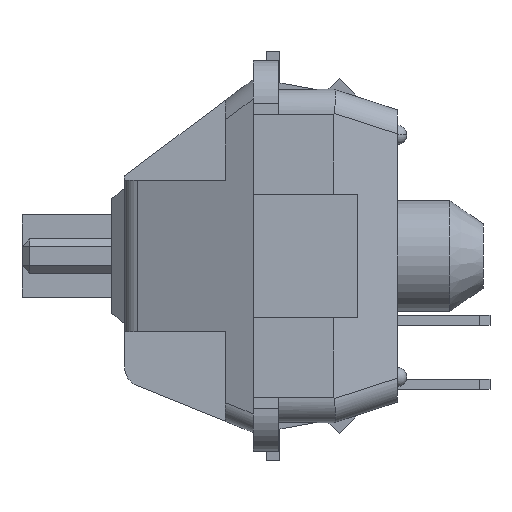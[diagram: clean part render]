
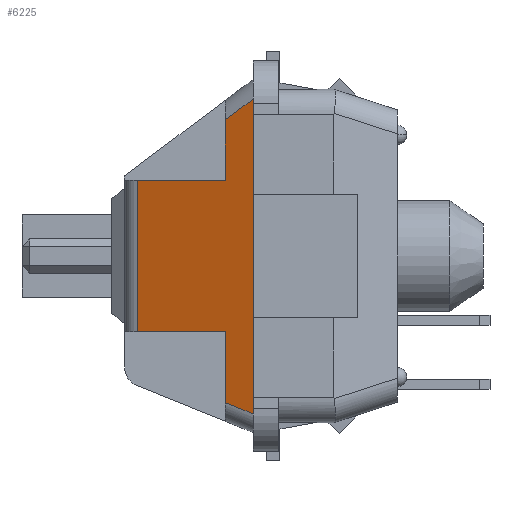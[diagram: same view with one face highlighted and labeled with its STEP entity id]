
A CAD part, left-side view. The second image highlights one B-rep face of the part: STEP entity #6225.
In plain terms, the highlighted planar face has unit normal (-0.927, 0.375, 0).
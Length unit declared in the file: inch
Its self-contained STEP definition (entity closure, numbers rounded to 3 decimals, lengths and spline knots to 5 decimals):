
#8 = VECTOR ( 'NONE', #2775, 39.37008 ) ;
#42 = EDGE_CURVE ( 'NONE', #3912, #3142, #3391, .T. ) ;
#48 = VERTEX_POINT ( 'NONE', #5879 ) ;
#56 = EDGE_CURVE ( 'NONE', #48, #2384, #5368, .T. ) ;
#208 = LINE ( 'NONE', #860, #6716 ) ;
#275 = CARTESIAN_POINT ( 'NONE',  ( -0.27547, 0.23937, 0.27547 ) ) ;
#334 = CARTESIAN_POINT ( 'NONE',  ( -0.20231, 0.42046, -0.11799 ) ) ;
#415 = CARTESIAN_POINT ( 'NONE',  ( -0.20231, 0.42046, -0.11799 ) ) ;
#764 = CARTESIAN_POINT ( 'NONE',  ( -0.25798, 0.28268, 0.27547 ) ) ;
#860 = CARTESIAN_POINT ( 'NONE',  ( -0.21127, 0.39829, -0.18206 ) ) ;
#873 = CARTESIAN_POINT ( 'NONE',  ( -0.27547, 0.23937, -0.11799 ) ) ;
#895 = PLANE ( 'NONE',  #5534 ) ;
#972 = LINE ( 'NONE', #3532, #3460 ) ;
#1039 = DIRECTION ( 'NONE',  ( 0.308, 0.761, -0.571 ) ) ;
#1447 = VECTOR ( 'NONE', #1859, 39.37008 ) ;
#1511 = CARTESIAN_POINT ( 'NONE',  ( -0.27547, 0.23937, 0.27547 ) ) ;
#1704 = VECTOR ( 'NONE', #6525, 39.37008 ) ;
#1859 = DIRECTION ( 'NONE',  ( -0.375, -0.927, 0. ) ) ;
#2110 = VERTEX_POINT ( 'NONE', #334 ) ;
#2181 = ORIENTED_EDGE ( 'NONE', *, *, #5315, .T. ) ;
#2237 = VERTEX_POINT ( 'NONE', #4145 ) ;
#2241 = ORIENTED_EDGE ( 'NONE', *, *, #5204, .T. ) ;
#2247 = CARTESIAN_POINT ( 'NONE',  ( -0.20231, 0.42046, 0.11799 ) ) ;
#2360 = DIRECTION ( 'NONE',  ( 0., 0., 1. ) ) ;
#2384 = VERTEX_POINT ( 'NONE', #2247 ) ;
#2402 = ORIENTED_EDGE ( 'NONE', *, *, #5904, .T. ) ;
#2460 = DIRECTION ( 'NONE',  ( -0.927, 0.375, 0. ) ) ;
#2772 = CARTESIAN_POINT ( 'NONE',  ( -0.25798, 0.28268, 0.27547 ) ) ;
#2775 = DIRECTION ( 'NONE',  ( 0.375, 0.927, 0. ) ) ;
#2957 = EDGE_CURVE ( 'NONE', #3125, #3912, #208, .T. ) ;
#3034 = EDGE_CURVE ( 'NONE', #48, #4010, #4953, .T. ) ;
#3045 = DIRECTION ( 'NONE',  ( 0., 0., -1. ) ) ;
#3125 = VERTEX_POINT ( 'NONE', #3596 ) ;
#3142 = VERTEX_POINT ( 'NONE', #5706 ) ;
#3391 = LINE ( 'NONE', #275, #5247 ) ;
#3460 = VECTOR ( 'NONE', #1039, 39.37008 ) ;
#3465 = LINE ( 'NONE', #873, #1447 ) ;
#3490 = CARTESIAN_POINT ( 'NONE',  ( -0.25798, 0.28268, 0.21251 ) ) ;
#3532 = CARTESIAN_POINT ( 'NONE',  ( -0.28083, 0.22611, 0.25489 ) ) ;
#3596 = CARTESIAN_POINT ( 'NONE',  ( -0.25798, 0.28268, -0.22877 ) ) ;
#3837 = DIRECTION ( 'NONE',  ( -0.351, -0.868, -0.351 ) ) ;
#3912 = VERTEX_POINT ( 'NONE', #4862 ) ;
#4010 = VERTEX_POINT ( 'NONE', #3490 ) ;
#4116 = LINE ( 'NONE', #415, #4724 ) ;
#4145 = CARTESIAN_POINT ( 'NONE',  ( -0.25798, 0.28268, -0.11799 ) ) ;
#4217 = EDGE_CURVE ( 'NONE', #3125, #2237, #6456, .T. ) ;
#4724 = VECTOR ( 'NONE', #3045, 39.37008 ) ;
#4838 = VECTOR ( 'NONE', #5975, 39.37008 ) ;
#4862 = CARTESIAN_POINT ( 'NONE',  ( -0.27547, 0.23937, -0.24627 ) ) ;
#4953 = LINE ( 'NONE', #764, #1704 ) ;
#5073 = ORIENTED_EDGE ( 'NONE', *, *, #4217, .F. ) ;
#5087 = DIRECTION ( 'NONE',  ( -0.375, -0.927, 0. ) ) ;
#5157 = FACE_OUTER_BOUND ( 'NONE', #5221, .T. ) ;
#5204 = EDGE_CURVE ( 'NONE', #2384, #2110, #4116, .T. ) ;
#5221 = EDGE_LOOP ( 'NONE', ( #5073, #6530, #5366, #2402, #5324, #6095, #2241, #2181 ) ) ;
#5247 = VECTOR ( 'NONE', #2360, 39.37008 ) ;
#5315 = EDGE_CURVE ( 'NONE', #2110, #2237, #3465, .T. ) ;
#5324 = ORIENTED_EDGE ( 'NONE', *, *, #3034, .F. ) ;
#5366 = ORIENTED_EDGE ( 'NONE', *, *, #42, .T. ) ;
#5368 = LINE ( 'NONE', #5500, #8 ) ;
#5500 = CARTESIAN_POINT ( 'NONE',  ( -0.27547, 0.23937, 0.11799 ) ) ;
#5534 = AXIS2_PLACEMENT_3D ( 'NONE', #1511, #2460, #5087 ) ;
#5706 = CARTESIAN_POINT ( 'NONE',  ( -0.27547, 0.23937, 0.24496 ) ) ;
#5879 = CARTESIAN_POINT ( 'NONE',  ( -0.25798, 0.28268, 0.11799 ) ) ;
#5904 = EDGE_CURVE ( 'NONE', #3142, #4010, #972, .T. ) ;
#5975 = DIRECTION ( 'NONE',  ( 0., 0., 1. ) ) ;
#6095 = ORIENTED_EDGE ( 'NONE', *, *, #56, .T. ) ;
#6225 = ADVANCED_FACE ( 'NONE', ( #5157 ), #895, .T. ) ;
#6456 = LINE ( 'NONE', #2772, #4838 ) ;
#6525 = DIRECTION ( 'NONE',  ( 0., 0., 1. ) ) ;
#6530 = ORIENTED_EDGE ( 'NONE', *, *, #2957, .T. ) ;
#6716 = VECTOR ( 'NONE', #3837, 39.37008 ) ;
